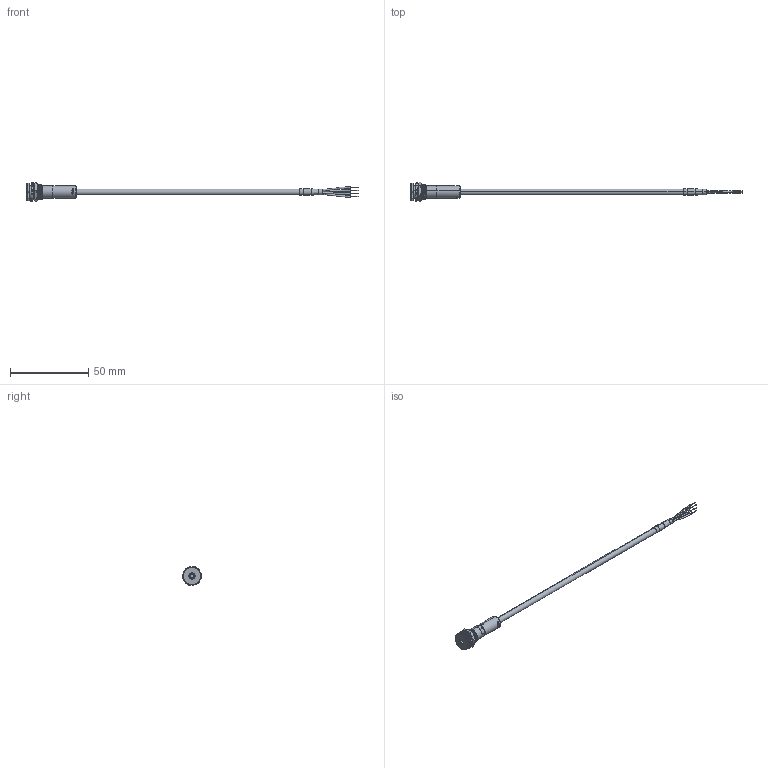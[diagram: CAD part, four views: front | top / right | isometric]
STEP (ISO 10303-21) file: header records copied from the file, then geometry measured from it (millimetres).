
FILE_DESCRIPTION (( 'STEP AP203' ), '1' );
FILE_NAME ('10-02845_revA.STEP', '2019-09-10T18:22:10', ( '' ), ( '' ), 'SwSTEP 2.0', 'SolidWorks 2015', '' );
FILE_SCHEMA (( 'CONFIG_CONTROL_DESIGN' ));
Length unit declared in the file: millimetre
Products named in the file (14): 54-00082 - Insulator 1_Insulator; 30-00179_15mm heat shrink; 54-00082; 24-00241; 10-02845_revA; 54-00082 - Spring Contact 1_Spring contact; 54-00082 - Shell_Shell; 54-00082 - Spring Contact 2_Spring contact; 56-00005_Split washer; 54-00082 - Solder Tab 4_Solder tab; 54-00082 - Barrel Contact 4_Barrel contact; 54-00082 - Spring Contact 3_Spring contact; 56-00004_Nut; 54-00082 - Insulator 2_Insulator
Assembly tree (13 placements, depth 3):
  10-02845_revA
    24-00241
    54-00082
      54-00082 - Insulator 2_Insulator
      54-00082 - Spring Contact 1_Spring contact
      54-00082 - Spring Contact 2_Spring contact
      54-00082 - Spring Contact 3_Spring contact
      54-00082 - Insulator 1_Insulator
      54-00082 - Barrel Contact 4_Barrel contact
      54-00082 - Solder Tab 4_Solder tab
      56-00004_Nut
      54-00082 - Shell_Shell
      56-00005_Split washer
    30-00179_15mm heat shrink
Bounding box: 212.25 x 12.53 x 12 mm (x, y, z)
Volume: 3628.3 mm3; surface area: 18998.6 mm2
Topology: 119 solids, 119 shells, 1243 faces, 2955 edges, 1958 vertices
Faces by surface type: plane 583, cylinder 548, bspline 94, cone 16, torus 2
Entity records: 45494 total; most frequent: CARTESIAN_POINT 15655, ORIENTED_EDGE 5904, DIRECTION 5675, EDGE_CURVE 2952, AXIS2_PLACEMENT_3D 2217, VERTEX_POINT 1958, EDGE_LOOP 1416, ADVANCED_FACE 1243
